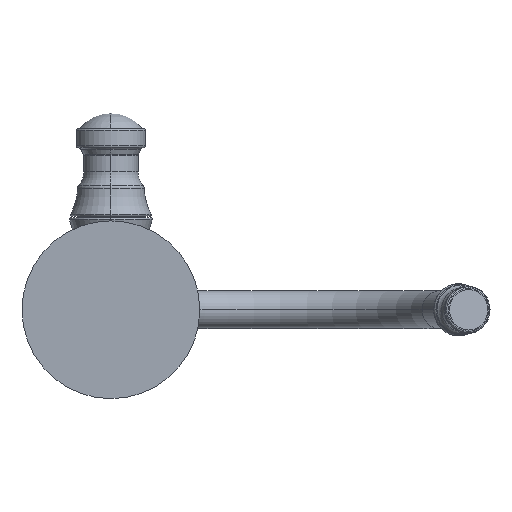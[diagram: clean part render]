
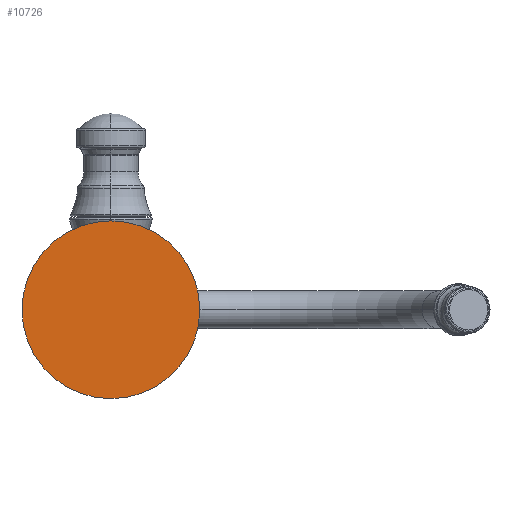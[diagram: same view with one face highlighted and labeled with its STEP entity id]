
A CAD part, front view. The second image highlights one B-rep face of the part: STEP entity #10726.
In plain terms, the highlighted planar face has unit normal (0, -1, 0).
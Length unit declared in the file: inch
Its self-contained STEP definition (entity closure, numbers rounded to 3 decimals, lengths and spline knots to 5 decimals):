
#2438=CARTESIAN_POINT('',(0.,-0.33,0.));
#2439=DIRECTION('',(0.,1.,0.));
#2440=DIRECTION('',(1.,0.,0.));
#2441=AXIS2_PLACEMENT_3D('',#2438,#2439,#2440);
#2456=CARTESIAN_POINT('',(0.,-0.33,0.));
#2457=DIRECTION('',(0.,-1.,0.));
#2458=DIRECTION('',(1.,0.,0.));
#2459=AXIS2_PLACEMENT_3D('',#2456,#2457,#2458);
#5748=CARTESIAN_POINT('',(1.18,-0.33,0.));
#5749=CARTESIAN_POINT('',(-1.18,-0.33,0.));
#5750=VERTEX_POINT('',#5748);
#5751=VERTEX_POINT('',#5749);
#10716=CARTESIAN_POINT('',(0.,-0.33,0.));
#10717=DIRECTION('',(0.,-1.,0.));
#10718=DIRECTION('',(-1.,0.,0.));
#10719=AXIS2_PLACEMENT_3D('',#10716,#10717,#10718);
#10720=PLANE('',#10719);
#10722=ORIENTED_EDGE('',*,*,#10721,.F.);
#10723=ORIENTED_EDGE('',*,*,#10706,.T.);
#10724=EDGE_LOOP('',(#10722,#10723));
#10725=FACE_OUTER_BOUND('',#10724,.F.);
#10726=ADVANCED_FACE('',(#10725),#10720,.T.);
#2442=CIRCLE('',#2441,1.18);
#2460=CIRCLE('',#2459,1.18);
#10706=EDGE_CURVE('',#5750,#5751,#2442,.T.);
#10721=EDGE_CURVE('',#5750,#5751,#2460,.T.);
